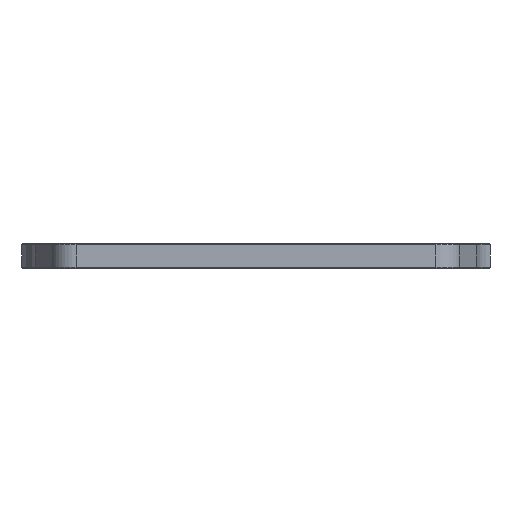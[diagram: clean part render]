
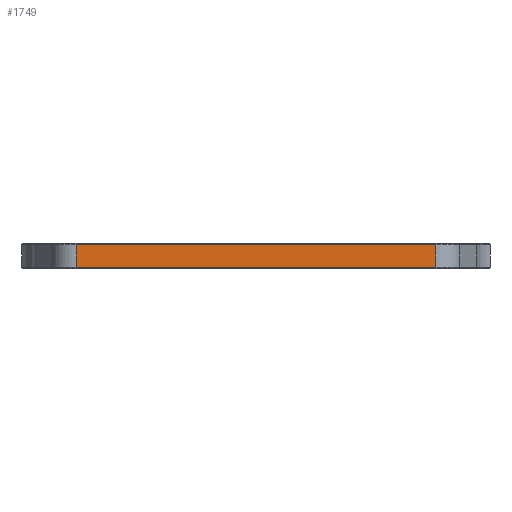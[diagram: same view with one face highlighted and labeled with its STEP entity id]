
A CAD part, front view. The second image highlights one B-rep face of the part: STEP entity #1749.
In plain terms, the highlighted planar face has unit normal (0, -1, 0).
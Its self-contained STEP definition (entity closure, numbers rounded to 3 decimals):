
#1729=AXIS2_PLACEMENT_3D('Plane Axis2P3D',#1726,#1727,#1728) ;
#152=CARTESIAN_POINT('Vertex',(7.299,0.,-0.45)) ;
#179=CARTESIAN_POINT('Line Origine',(0.,0.,-0.45)) ;
#183=CARTESIAN_POINT('Vertex',(-7.299,0.,-0.45)) ;
#1153=CARTESIAN_POINT('Line Origine',(-7.299,0.,0.)) ;
#1157=CARTESIAN_POINT('Vertex',(-7.299,0.,0.45)) ;
#1726=CARTESIAN_POINT('Axis2P3D Location',(-9.5,0.,0.)) ;
#1731=CARTESIAN_POINT('Line Origine',(7.299,0.,0.)) ;
#1735=CARTESIAN_POINT('Vertex',(7.299,0.,0.45)) ;
#1738=CARTESIAN_POINT('Line Origine',(0.,0.,0.45)) ;
#180=DIRECTION('Vector Direction',(1.,0.,0.)) ;
#1154=DIRECTION('Vector Direction',(0.,0.,1.)) ;
#1727=DIRECTION('Axis2P3D Direction',(0.,-1.,0.)) ;
#1728=DIRECTION('Axis2P3D XDirection',(1.,0.,0.)) ;
#1732=DIRECTION('Vector Direction',(0.,0.,-1.)) ;
#1739=DIRECTION('Vector Direction',(1.,0.,0.)) ;
#181=VECTOR('Line Direction',#180,1.) ;
#1155=VECTOR('Line Direction',#1154,1.) ;
#1733=VECTOR('Line Direction',#1732,1.) ;
#1740=VECTOR('Line Direction',#1739,1.) ;
#1744=ORIENTED_EDGE('',*,*,#1159,.T.) ;
#1745=ORIENTED_EDGE('',*,*,#185,.F.) ;
#1746=ORIENTED_EDGE('',*,*,#1737,.F.) ;
#1747=ORIENTED_EDGE('',*,*,#1742,.T.) ;
#1749=ADVANCED_FACE('Hauptk\X2\00F6\X0\rper',(#1748),#1730,.T.) ;
#185=EDGE_CURVE('',#153,#184,#182,.F.) ;
#1159=EDGE_CURVE('',#1158,#184,#1156,.F.) ;
#1737=EDGE_CURVE('',#1736,#153,#1734,.T.) ;
#1742=EDGE_CURVE('',#1736,#1158,#1741,.F.) ;
#1743=EDGE_LOOP('',(#1744,#1745,#1746,#1747)) ;
#1748=FACE_OUTER_BOUND('',#1743,.T.) ;
#182=LINE('Line',#179,#181) ;
#1156=LINE('Line',#1153,#1155) ;
#1734=LINE('Line',#1731,#1733) ;
#1741=LINE('Line',#1738,#1740) ;
#1730=PLANE('',#1729) ;
#153=VERTEX_POINT('',#152) ;
#184=VERTEX_POINT('',#183) ;
#1158=VERTEX_POINT('',#1157) ;
#1736=VERTEX_POINT('',#1735) ;
